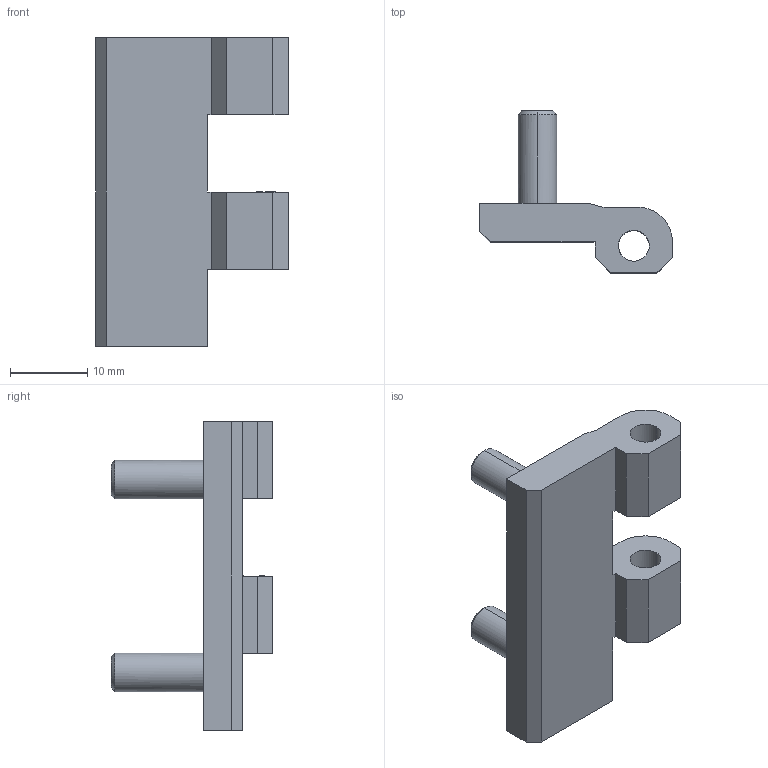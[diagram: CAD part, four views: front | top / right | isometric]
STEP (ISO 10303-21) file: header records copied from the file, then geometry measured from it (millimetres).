
FILE_DESCRIPTION(('FreeCAD Model'),'2;1');
FILE_NAME( '2001.stp' ,'2016-01-27T22:41:04',('FreeCAD'),('FreeCAD'), 'Open CASCADE STEP processor 6.8','FreeCAD','Unknown');
FILE_SCHEMA(('AUTOMOTIVE_DESIGN_CC2 { 1 2 10303 214 -1 1 5 4 }'));
Length unit declared in the file: millimetre
Products named in the file (1): Open CASCADE STEP translator 6.8 311
Bounding box: 25 x 21 x 40 mm (x, y, z)
Volume: 4635.9 mm3; surface area: 3034.7 mm2
Topology: 1 solids, 1 shells, 41 faces, 107 edges, 70 vertices
Faces by surface type: plane 27, bspline 14
Entity records: 3763 total; most frequent: CARTESIAN_POINT 2300, B_SPLINE_CURVE_WITH_KNOTS 277, ORIENTED_EDGE 214, PCURVE 214, DEFINITIONAL_REPRESENTATION 214, EDGE_CURVE 107, SURFACE_CURVE 107, VERTEX_POINT 70
